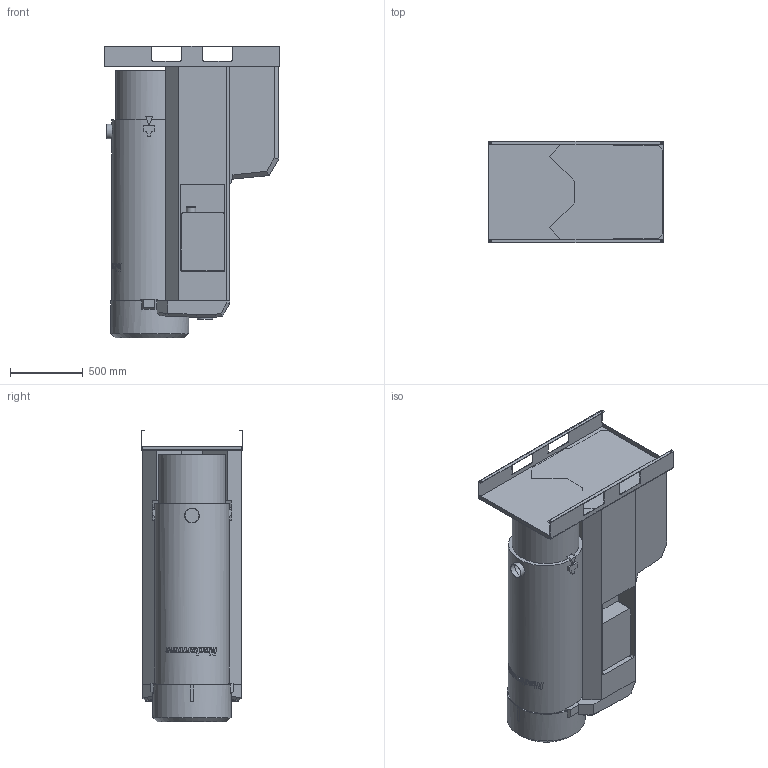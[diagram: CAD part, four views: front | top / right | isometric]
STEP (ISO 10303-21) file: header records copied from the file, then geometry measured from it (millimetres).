
FILE_DESCRIPTION( ( 'Unknown' ), '1' );
FILE_NAME( 'E_PAK.stp', 'Unknown', ( 'Unknown' ), ( 'Unknown' ), 'PSStep 10.0', 'Unknown', ' ' );
FILE_SCHEMA( ( 'AUTOMOTIVE_DESIGN { 1 0 10303 214 1 1 1 1 }' ) );
Length unit declared in the file: millimetre
Products named in the file (1): 1
Bounding box: 1206 x 697 x 2005 mm (x, y, z)
Volume: 912783913.9 mm3; surface area: 10355037.7 mm2
Topology: 1 solids, 2 shells, 294 faces, 795 edges, 526 vertices
Faces by surface type: plane 183, bspline 58, cylinder 51, cone 1, torus 1
Full cylindrical faces by diameter (mm): 11 x4, 97.6 x2, 101 x1, 101.6 x2, 105 x1, 459 x1, 537.343 x1
Entity records: 18938 total; most frequent: CARTESIAN_POINT 9772, ORIENTED_EDGE 1538, DIRECTION 1137, EDGE_CURVE 769, VERTEX_POINT 514, LINE 429, VECTOR 429, AXIS2_PLACEMENT_3D 354
